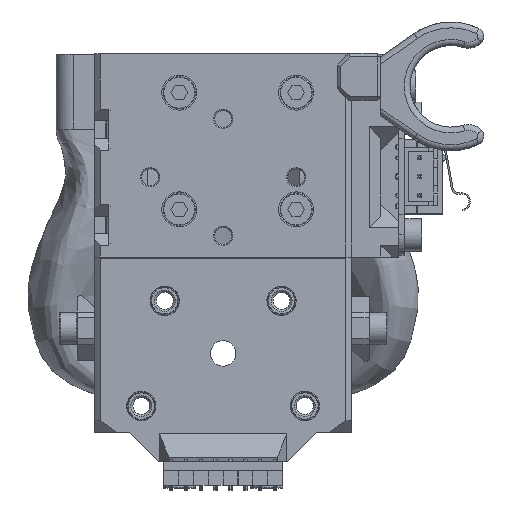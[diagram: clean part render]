
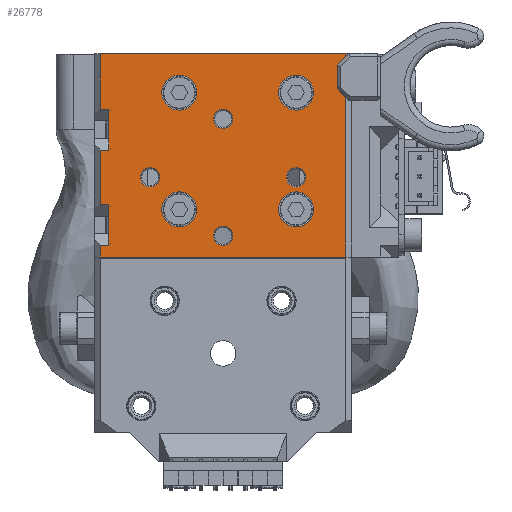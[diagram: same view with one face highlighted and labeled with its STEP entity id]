
A CAD part, top view. The second image highlights one B-rep face of the part: STEP entity #26778.
In plain terms, the highlighted planar face has unit normal (0, 0, 1).
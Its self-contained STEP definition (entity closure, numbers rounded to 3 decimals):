
#1142=FACE_BOUND('',#3108,.T.);
#1143=FACE_BOUND('',#3109,.T.);
#1144=FACE_BOUND('',#3110,.T.);
#1145=FACE_BOUND('',#3111,.T.);
#1146=FACE_BOUND('',#3112,.T.);
#1147=FACE_BOUND('',#3113,.T.);
#1148=FACE_BOUND('',#3114,.T.);
#1149=FACE_BOUND('',#3115,.T.);
#1603=FACE_OUTER_BOUND('',#3107,.T.);
#3107=EDGE_LOOP('',(#18481,#18482,#18483,#18484,#18485,#18486,#18487,#18488,
#18489,#18490,#18491,#18492,#18493,#18494,#18495,#18496));
#3108=EDGE_LOOP('',(#18497));
#3109=EDGE_LOOP('',(#18498));
#3110=EDGE_LOOP('',(#18499));
#3111=EDGE_LOOP('',(#18500));
#3112=EDGE_LOOP('',(#18501));
#3113=EDGE_LOOP('',(#18502));
#3114=EDGE_LOOP('',(#18503));
#3115=EDGE_LOOP('',(#18504));
#4580=CIRCLE('',#28317,3.);
#4583=CIRCLE('',#28322,3.);
#4586=CIRCLE('',#28327,3.);
#4589=CIRCLE('',#28332,3.);
#4619=CIRCLE('',#28421,1.65);
#4620=CIRCLE('',#28422,1.65);
#4621=CIRCLE('',#28423,1.65);
#4622=CIRCLE('',#28424,1.65);
#5625=LINE('',#38385,#8462);
#5628=LINE('',#38390,#8465);
#5631=LINE('',#38400,#8468);
#5638=LINE('',#38416,#8475);
#5652=LINE('',#38448,#8489);
#5662=LINE('',#38467,#8499);
#5675=LINE('',#38502,#8512);
#5677=LINE('',#38510,#8514);
#5685=LINE('',#38528,#8522);
#5687=LINE('',#38536,#8524);
#5695=LINE('',#38549,#8532);
#5700=LINE('',#38570,#8537);
#5706=LINE('',#38584,#8543);
#5710=LINE('',#38600,#8547);
#5711=LINE('',#38602,#8548);
#5712=LINE('',#38603,#8549);
#8462=VECTOR('',#31219,10.);
#8465=VECTOR('',#31224,10.);
#8468=VECTOR('',#31233,10.);
#8475=VECTOR('',#31246,10.);
#8489=VECTOR('',#31268,10.);
#8499=VECTOR('',#31282,1000.);
#8512=VECTOR('',#31309,1000.);
#8514=VECTOR('',#31315,1000.);
#8522=VECTOR('',#31327,1000.);
#8524=VECTOR('',#31333,1000.);
#8532=VECTOR('',#31347,1000.);
#8537=VECTOR('',#31372,1000.);
#8543=VECTOR('',#31390,10.);
#8547=VECTOR('',#31410,1000.);
#8548=VECTOR('',#31413,1000.);
#8549=VECTOR('',#31414,1000.);
#11112=VERTEX_POINT('',#38218);
#11115=VERTEX_POINT('',#38227);
#11118=VERTEX_POINT('',#38236);
#11121=VERTEX_POINT('',#38245);
#11166=VERTEX_POINT('',#38382);
#11167=VERTEX_POINT('',#38384);
#11168=VERTEX_POINT('',#38388);
#11172=VERTEX_POINT('',#38398);
#11177=VERTEX_POINT('',#38413);
#11178=VERTEX_POINT('',#38415);
#11192=VERTEX_POINT('',#38447);
#11199=VERTEX_POINT('',#38466);
#11209=VERTEX_POINT('',#38491);
#11214=VERTEX_POINT('',#38500);
#11217=VERTEX_POINT('',#38507);
#11218=VERTEX_POINT('',#38509);
#11221=VERTEX_POINT('',#38517);
#11226=VERTEX_POINT('',#38526);
#11229=VERTEX_POINT('',#38533);
#11230=VERTEX_POINT('',#38535);
#11245=VERTEX_POINT('',#38604);
#11246=VERTEX_POINT('',#38606);
#11247=VERTEX_POINT('',#38608);
#11248=VERTEX_POINT('',#38610);
#13838=EDGE_CURVE('',#11112,#11112,#4580,.T.);
#13842=EDGE_CURVE('',#11115,#11115,#4583,.T.);
#13846=EDGE_CURVE('',#11118,#11118,#4586,.T.);
#13850=EDGE_CURVE('',#11121,#11121,#4589,.T.);
#13919=EDGE_CURVE('',#11166,#11167,#5625,.T.);
#13922=EDGE_CURVE('',#11168,#11166,#5628,.T.);
#13927=EDGE_CURVE('',#11172,#11168,#5631,.T.);
#13934=EDGE_CURVE('',#11177,#11178,#5638,.T.);
#13950=EDGE_CURVE('',#11192,#11167,#5652,.T.);
#13960=EDGE_CURVE('',#11192,#11199,#5662,.T.);
#13977=EDGE_CURVE('',#11214,#11209,#5675,.T.);
#13980=EDGE_CURVE('',#11217,#11218,#5677,.T.);
#13989=EDGE_CURVE('',#11226,#11221,#5685,.T.);
#13992=EDGE_CURVE('',#11229,#11230,#5687,.T.);
#14000=EDGE_CURVE('',#11221,#11229,#5695,.F.);
#14011=EDGE_CURVE('',#11217,#11209,#5700,.T.);
#14019=EDGE_CURVE('',#11172,#11178,#5706,.T.);
#14027=EDGE_CURVE('',#11199,#11214,#5710,.T.);
#14028=EDGE_CURVE('',#11230,#11177,#5711,.T.);
#14029=EDGE_CURVE('',#11218,#11226,#5712,.T.);
#14030=EDGE_CURVE('',#11245,#11245,#4619,.T.);
#14031=EDGE_CURVE('',#11246,#11246,#4620,.T.);
#14032=EDGE_CURVE('',#11247,#11247,#4621,.T.);
#14033=EDGE_CURVE('',#11248,#11248,#4622,.T.);
#18481=ORIENTED_EDGE('',*,*,#13927,.F.);
#18482=ORIENTED_EDGE('',*,*,#14019,.T.);
#18483=ORIENTED_EDGE('',*,*,#13934,.F.);
#18484=ORIENTED_EDGE('',*,*,#14028,.F.);
#18485=ORIENTED_EDGE('',*,*,#13992,.F.);
#18486=ORIENTED_EDGE('',*,*,#14000,.F.);
#18487=ORIENTED_EDGE('',*,*,#13989,.F.);
#18488=ORIENTED_EDGE('',*,*,#14029,.F.);
#18489=ORIENTED_EDGE('',*,*,#13980,.F.);
#18490=ORIENTED_EDGE('',*,*,#14011,.T.);
#18491=ORIENTED_EDGE('',*,*,#13977,.F.);
#18492=ORIENTED_EDGE('',*,*,#14027,.F.);
#18493=ORIENTED_EDGE('',*,*,#13960,.F.);
#18494=ORIENTED_EDGE('',*,*,#13950,.T.);
#18495=ORIENTED_EDGE('',*,*,#13919,.F.);
#18496=ORIENTED_EDGE('',*,*,#13922,.F.);
#18497=ORIENTED_EDGE('',*,*,#13838,.T.);
#18498=ORIENTED_EDGE('',*,*,#13842,.T.);
#18499=ORIENTED_EDGE('',*,*,#13846,.T.);
#18500=ORIENTED_EDGE('',*,*,#13850,.T.);
#18501=ORIENTED_EDGE('',*,*,#14030,.F.);
#18502=ORIENTED_EDGE('',*,*,#14031,.F.);
#18503=ORIENTED_EDGE('',*,*,#14032,.F.);
#18504=ORIENTED_EDGE('',*,*,#14033,.F.);
#25351=PLANE('',#28420);
#26778=ADVANCED_FACE('',(#1603,#1142,#1143,#1144,#1145,#1146,#1147,#1148,
#1149),#25351,.F.);
#28317=AXIS2_PLACEMENT_3D('',#38219,#31058,#31059);
#28322=AXIS2_PLACEMENT_3D('',#38228,#31069,#31070);
#28327=AXIS2_PLACEMENT_3D('',#38237,#31080,#31081);
#28332=AXIS2_PLACEMENT_3D('',#38246,#31091,#31092);
#28420=AXIS2_PLACEMENT_3D('',#38601,#31411,#31412);
#28421=AXIS2_PLACEMENT_3D('',#38605,#31415,#31416);
#28422=AXIS2_PLACEMENT_3D('',#38607,#31417,#31418);
#28423=AXIS2_PLACEMENT_3D('',#38609,#31419,#31420);
#28424=AXIS2_PLACEMENT_3D('',#38611,#31421,#31422);
#31058=DIRECTION('center_axis',(0.,0.,-1.));
#31059=DIRECTION('ref_axis',(-1.,0.,0.));
#31069=DIRECTION('center_axis',(0.,0.,-1.));
#31070=DIRECTION('ref_axis',(-1.,0.,0.));
#31080=DIRECTION('center_axis',(0.,0.,-1.));
#31081=DIRECTION('ref_axis',(-1.,0.,0.));
#31091=DIRECTION('center_axis',(0.,0.,-1.));
#31092=DIRECTION('ref_axis',(-1.,0.,0.));
#31219=DIRECTION('',(0.707,-0.707,0.));
#31224=DIRECTION('',(0.,-1.,0.));
#31233=DIRECTION('',(-0.707,-0.707,0.));
#31246=DIRECTION('',(1.,0.,0.));
#31268=DIRECTION('',(0.,1.,0.));
#31282=DIRECTION('',(-1.,0.,0.));
#31309=DIRECTION('',(1.,0.,0.));
#31315=DIRECTION('',(-1.,0.,0.));
#31327=DIRECTION('',(1.,0.,0.));
#31333=DIRECTION('',(-1.,0.,0.));
#31347=DIRECTION('',(0.,-1.,0.));
#31372=DIRECTION('',(0.,-1.,0.));
#31390=DIRECTION('',(0.,1.,0.));
#31410=DIRECTION('',(0.,1.,0.));
#31411=DIRECTION('center_axis',(0.,0.,-1.));
#31412=DIRECTION('ref_axis',(-1.,0.,0.));
#31413=DIRECTION('',(0.,1.,0.));
#31414=DIRECTION('',(0.,1.,0.));
#31415=DIRECTION('center_axis',(0.,0.,1.));
#31416=DIRECTION('ref_axis',(1.,0.,0.));
#31417=DIRECTION('center_axis',(0.,0.,1.));
#31418=DIRECTION('ref_axis',(1.,0.,0.));
#31419=DIRECTION('center_axis',(0.,0.,1.));
#31420=DIRECTION('ref_axis',(1.,0.,0.));
#31421=DIRECTION('center_axis',(0.,0.,1.));
#31422=DIRECTION('ref_axis',(1.,0.,0.));
#38218=CARTESIAN_POINT('',(4.928,36.134,-32.381));
#38219=CARTESIAN_POINT('Origin',(1.928,36.134,-32.381));
#38227=CARTESIAN_POINT('',(4.928,56.134,-32.381));
#38228=CARTESIAN_POINT('Origin',(1.928,56.134,-32.381));
#38236=CARTESIAN_POINT('',(24.928,36.134,-32.381));
#38237=CARTESIAN_POINT('Origin',(21.928,36.134,-32.381));
#38245=CARTESIAN_POINT('',(24.928,56.134,-32.381));
#38246=CARTESIAN_POINT('Origin',(21.928,56.134,-32.381));
#38382=CARTESIAN_POINT('',(28.928,56.784,-32.381));
#38384=CARTESIAN_POINT('',(30.428,55.284,-32.381));
#38385=CARTESIAN_POINT('',(29.003,56.709,-32.381));
#38388=CARTESIAN_POINT('',(28.928,60.784,-32.381));
#38390=CARTESIAN_POINT('',(28.928,41.384,-32.381));
#38398=CARTESIAN_POINT('',(30.428,62.284,-32.381));
#38400=CARTESIAN_POINT('',(13.603,45.459,-32.381));
#38413=CARTESIAN_POINT('',(-11.572,62.784,-32.381));
#38415=CARTESIAN_POINT('',(30.428,62.784,-32.381));
#38416=CARTESIAN_POINT('',(-11.572,62.784,-32.381));
#38447=CARTESIAN_POINT('',(30.428,27.984,-32.381));
#38448=CARTESIAN_POINT('',(30.428,55.284,-32.381));
#38466=CARTESIAN_POINT('',(-11.572,27.984,-32.381));
#38467=CARTESIAN_POINT('',(-1.572,27.984,-32.381));
#38491=CARTESIAN_POINT('',(-10.122,29.984,-32.381));
#38500=CARTESIAN_POINT('',(-11.572,29.984,-32.381));
#38502=CARTESIAN_POINT('',(-10.122,29.984,-32.381));
#38507=CARTESIAN_POINT('',(-10.122,36.984,-32.381));
#38509=CARTESIAN_POINT('',(-11.572,36.984,-32.381));
#38510=CARTESIAN_POINT('',(-1.572,36.984,-32.381));
#38517=CARTESIAN_POINT('',(-10.122,46.284,-32.381));
#38526=CARTESIAN_POINT('',(-11.572,46.284,-32.381));
#38528=CARTESIAN_POINT('',(-10.122,46.284,-32.381));
#38533=CARTESIAN_POINT('',(-10.122,53.284,-32.381));
#38535=CARTESIAN_POINT('',(-11.572,53.284,-32.381));
#38536=CARTESIAN_POINT('',(-1.572,53.284,-32.381));
#38549=CARTESIAN_POINT('',(-10.122,34.809,-32.381));
#38570=CARTESIAN_POINT('',(-10.122,34.809,-32.381));
#38584=CARTESIAN_POINT('',(30.428,55.284,-32.381));
#38600=CARTESIAN_POINT('',(-11.572,27.984,-32.381));
#38601=CARTESIAN_POINT('Origin',(-1.572,27.984,-32.381));
#38602=CARTESIAN_POINT('',(-11.572,27.984,-32.381));
#38603=CARTESIAN_POINT('',(-11.572,27.984,-32.381));
#38604=CARTESIAN_POINT('',(-4.722,41.634,-32.381));
#38605=CARTESIAN_POINT('Origin',(-3.072,41.634,-32.381));
#38606=CARTESIAN_POINT('',(7.778,51.634,-32.381));
#38607=CARTESIAN_POINT('Origin',(9.428,51.634,-32.381));
#38608=CARTESIAN_POINT('',(7.778,31.634,-32.381));
#38609=CARTESIAN_POINT('Origin',(9.428,31.634,-32.381));
#38610=CARTESIAN_POINT('',(20.278,41.634,-32.381));
#38611=CARTESIAN_POINT('Origin',(21.928,41.634,-32.381));
